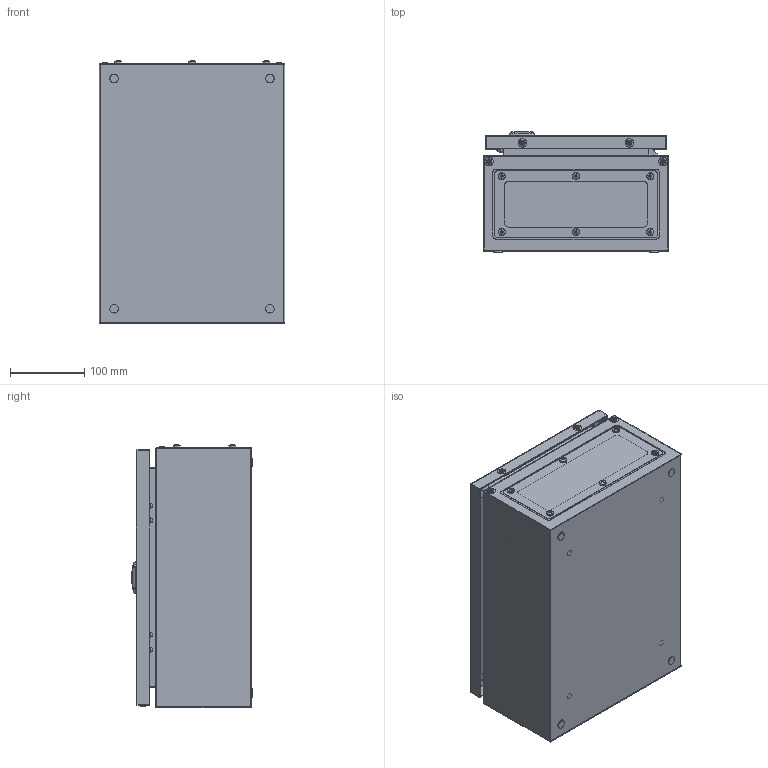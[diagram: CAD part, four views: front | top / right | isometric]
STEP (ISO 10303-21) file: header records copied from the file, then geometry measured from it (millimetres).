
FILE_DESCRIPTION (( 'STEP AP203' ), '1' );
FILE_NAME ('08 WST3525150 350Hx250Wx155D.STEP', '2018-10-31T10:53:55', ( '' ), ( '' ), 'SwSTEP 2.0', 'SolidWorks 2018', '' );
FILE_SCHEMA (( 'CONFIG_CONTROL_DESIGN' ));
Length unit declared in the file: millimetre
Products named in the file (24): pan cross head_am1_B18.6.7M - M5 x 0.8 x 10 Type I Cross Recessed PHMS --10N; WTGovde 1,2mm_250x350x155; Centikli Plastik Kilit Montaj schrack_boŸ dik; Centikli Plastik Kilit Contasch2018; Centikli Plastik Kilit Sac Dil Civatasýsch2018; cap 6,6 plastik tipa; WTAlt Sac Kapak 1,2mm_250x250x155; WTMentese; WTUst Sac Kapak 1,2mm_250x250x155; 08 WST3525150 350Hx250Wx155D; WTMentese Pimi; 8.5 tipa std; WTErkek Mentese; CAP 6,6  TIPA DUZ; Centikli Plastik Kilit Double Bit Yuvasch2018; pan cross head_am_B18.6.7M - M5 x 0.8 x 8 Type I Cross Recessed PHMS --8N; WT DM 琄 Kapak (2017ME) 1,2mm_250x350; WTDisi Mentese; Centikli Plastik Sol Kilit Gövdesch2018_boŸ; kapak saci 300; Sac Kilit Dili 10x48sch2018; WTMontaj Plakasi_250x350; kapak saci 300_DefaultSM-FLAT-PATTERN
Assembly tree (47 placements, depth 3):
  08 WST3525150 350Hx250Wx155D
    WTGovde 1,2mm_250x350x155
    WTAlt Sac Kapak 1,2mm_250x250x155
    WTUst Sac Kapak 1,2mm_250x250x155
    WTMentese
      WTDisi Mentese
      WTErkek Mentese
      WTMentese Pimi  x2
    WTMentese
      WTDisi Mentese
      WTErkek Mentese
      WTMentese Pimi
    WTMontaj Plakasi_250x350
    pan cross head_am_B18.6.7M - M5 x 0.8 x 8 Type I Cross Recessed PHMS --8N  x4
    WT DM 琄 Kapak (2017ME) 1,2mm_250x350
    WTMentese Pimi
    kapak saci 300
    kapak saci 300_DefaultSM-FLAT-PATTERN
    Centikli Plastik Kilit Montaj schrack_boŸ dik
      Centikli Plastik Sol Kilit Gövdesch2018_boŸ
      Centikli Plastik Kilit Contasch2018
      Centikli Plastik Kilit Double Bit Yuvasch2018
      Sac Kilit Dili 10x48sch2018
      Centikli Plastik Kilit Sac Dil Civatasýsch2018
    8.5 tipa std  x4
    CAP 6,6  TIPA DUZ  x4
    cap 6,6 plastik tipa  x6
    pan cross head_am1_B18.6.7M - M5 x 0.8 x 10 Type I Cross Recessed PHMS --10N  x6
Bounding box: 250.02 x 162.53 x 354.41 mm (x, y, z)
Volume: 758032.9 mm3; surface area: 1040265.5 mm2
Topology: 44 solids, 44 shells, 1384 faces, 3238 edges, 1990 vertices
Faces by surface type: plane 733, cylinder 417, torus 92, cone 67, bspline 55, sphere 20
Entity records: 34019 total; most frequent: CARTESIAN_POINT 8453, DIRECTION 4668, ORIENTED_EDGE 4624, EDGE_CURVE 2312, AXIS2_PLACEMENT_3D 1624, VERTEX_POINT 1440, VECTOR 1420, LINE 1420
